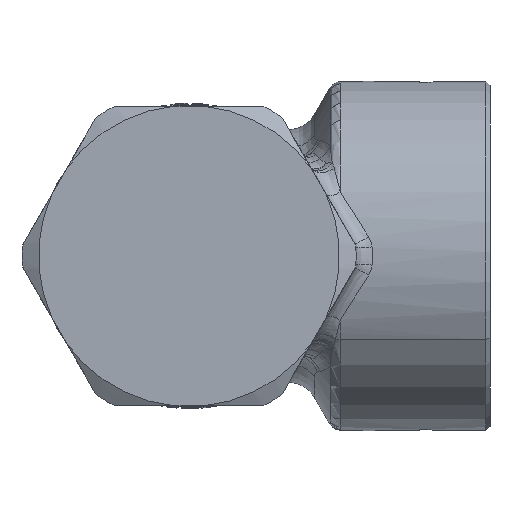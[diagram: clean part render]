
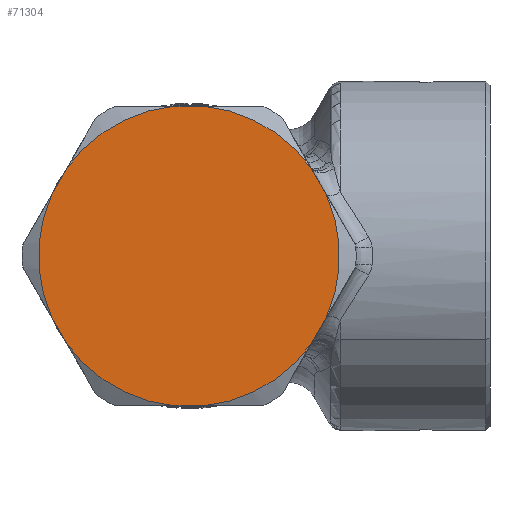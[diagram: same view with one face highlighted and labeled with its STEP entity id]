
A CAD part, front view. The second image highlights one B-rep face of the part: STEP entity #71304.
In plain terms, the highlighted planar face has unit normal (0, -1, 0).
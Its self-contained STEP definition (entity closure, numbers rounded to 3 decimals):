
#59460=CARTESIAN_POINT('Vertex',(2.497,-44.,-24.875)) ;
#59463=CARTESIAN_POINT('Line Origine',(0.,-44.,-24.875)) ;
#59467=CARTESIAN_POINT('Vertex',(-2.497,-44.,-24.875)) ;
#59509=CARTESIAN_POINT('Vertex',(-20.294,-44.,-14.6)) ;
#59512=CARTESIAN_POINT('Line Origine',(-21.542,-44.,-12.438)) ;
#59516=CARTESIAN_POINT('Vertex',(-22.791,-44.,-10.275)) ;
#59573=CARTESIAN_POINT('Vertex',(-22.791,-44.,10.275)) ;
#59576=CARTESIAN_POINT('Line Origine',(-21.542,-44.,12.438)) ;
#59580=CARTESIAN_POINT('Vertex',(-20.294,-44.,14.6)) ;
#59638=CARTESIAN_POINT('Axis2P3D Location',(0.,-44.,0.)) ;
#59642=CARTESIAN_POINT('Vertex',(-2.497,-44.,24.875)) ;
#59661=CARTESIAN_POINT('Axis2P3D Location',(0.,-44.,0.)) ;
#59675=CARTESIAN_POINT('Axis2P3D Location',(0.,-44.,0.)) ;
#59745=CARTESIAN_POINT('Line Origine',(0.,-44.,24.875)) ;
#59749=CARTESIAN_POINT('Vertex',(2.497,-44.,24.875)) ;
#60637=CARTESIAN_POINT('Axis2P3D Location',(0.,-44.,0.)) ;
#60641=CARTESIAN_POINT('Vertex',(20.294,-44.,-14.6)) ;
#71211=CARTESIAN_POINT('Axis2P3D Location',(0.,-44.,0.)) ;
#71215=CARTESIAN_POINT('Vertex',(22.791,-44.,10.275)) ;
#71217=CARTESIAN_POINT('Vertex',(22.791,-44.,-10.275)) ;
#71268=CARTESIAN_POINT('Axis2P3D Location',(-21.5,-44.,0.)) ;
#71273=CARTESIAN_POINT('Line Origine',(21.542,-44.,12.438)) ;
#71277=CARTESIAN_POINT('Vertex',(20.294,-44.,14.6)) ;
#71280=CARTESIAN_POINT('Axis2P3D Location',(0.,-44.,0.)) ;
#71285=CARTESIAN_POINT('Line Origine',(21.542,-44.,-12.438)) ;
#59465=VECTOR('Line Direction',#59464,1.) ;
#59514=VECTOR('Line Direction',#59513,1.) ;
#59578=VECTOR('Line Direction',#59577,1.) ;
#59747=VECTOR('Line Direction',#59746,1.) ;
#71275=VECTOR('Line Direction',#71274,1.) ;
#71287=VECTOR('Line Direction',#71286,1.) ;
#59464=DIRECTION('Vector Direction',(-1.,0.,0.)) ;
#59513=DIRECTION('Vector Direction',(0.5,0.,-0.866)) ;
#59577=DIRECTION('Vector Direction',(0.5,0.,0.866)) ;
#59639=DIRECTION('Axis2P3D Direction',(0.,1.,0.)) ;
#59662=DIRECTION('Axis2P3D Direction',(0.,1.,0.)) ;
#59676=DIRECTION('Axis2P3D Direction',(0.,1.,0.)) ;
#59746=DIRECTION('Vector Direction',(1.,0.,0.)) ;
#60638=DIRECTION('Axis2P3D Direction',(0.,1.,0.)) ;
#71212=DIRECTION('Axis2P3D Direction',(0.,1.,0.)) ;
#71269=DIRECTION('Axis2P3D Direction',(-0.,1.,0.)) ;
#71270=DIRECTION('Axis2P3D XDirection',(1.,0.,0.)) ;
#71274=DIRECTION('Vector Direction',(-0.5,0.,0.866)) ;
#71281=DIRECTION('Axis2P3D Direction',(-0.,1.,0.)) ;
#71286=DIRECTION('Vector Direction',(-0.5,0.,-0.866)) ;
#59640=AXIS2_PLACEMENT_3D('Circle Axis2P3D',#59638,#59639,$) ;
#59663=AXIS2_PLACEMENT_3D('Circle Axis2P3D',#59661,#59662,$) ;
#59677=AXIS2_PLACEMENT_3D('Circle Axis2P3D',#59675,#59676,$) ;
#60639=AXIS2_PLACEMENT_3D('Circle Axis2P3D',#60637,#60638,$) ;
#71213=AXIS2_PLACEMENT_3D('Circle Axis2P3D',#71211,#71212,$) ;
#71271=AXIS2_PLACEMENT_3D('Plane Axis2P3D',#71268,#71269,#71270) ;
#71282=AXIS2_PLACEMENT_3D('Circle Axis2P3D',#71280,#71281,$) ;
#59466=LINE('Line',#59463,#59465) ;
#59515=LINE('Line',#59512,#59514) ;
#59579=LINE('Line',#59576,#59578) ;
#59748=LINE('Line',#59745,#59747) ;
#71276=LINE('Line',#71273,#71275) ;
#71288=LINE('Line',#71285,#71287) ;
#59641=CIRCLE('generated circle',#59640,25.) ;
#59664=CIRCLE('generated circle',#59663,25.) ;
#59678=CIRCLE('generated circle',#59677,25.) ;
#60640=CIRCLE('generated circle',#60639,25.) ;
#71214=CIRCLE('generated circle',#71213,25.) ;
#71283=CIRCLE('generated circle',#71282,25.) ;
#71272=PLANE('',#71271) ;
#59469=EDGE_CURVE('',#59461,#59468,#59466,.T.) ;
#59518=EDGE_CURVE('',#59517,#59510,#59515,.T.) ;
#59582=EDGE_CURVE('',#59574,#59581,#59579,.T.) ;
#59644=EDGE_CURVE('',#59581,#59643,#59641,.T.) ;
#59665=EDGE_CURVE('',#59468,#59510,#59664,.T.) ;
#59679=EDGE_CURVE('',#59517,#59574,#59678,.T.) ;
#59751=EDGE_CURVE('',#59643,#59750,#59748,.T.) ;
#60643=EDGE_CURVE('',#60642,#59461,#60640,.T.) ;
#71219=EDGE_CURVE('',#71216,#71218,#71214,.T.) ;
#71279=EDGE_CURVE('',#71216,#71278,#71276,.T.) ;
#71284=EDGE_CURVE('',#59750,#71278,#71283,.T.) ;
#71289=EDGE_CURVE('',#71218,#60642,#71288,.T.) ;
#71291=ORIENTED_EDGE('',*,*,#71219,.F.) ;
#71292=ORIENTED_EDGE('',*,*,#71279,.T.) ;
#71293=ORIENTED_EDGE('',*,*,#71284,.F.) ;
#71294=ORIENTED_EDGE('',*,*,#59751,.F.) ;
#71295=ORIENTED_EDGE('',*,*,#59644,.F.) ;
#71296=ORIENTED_EDGE('',*,*,#59582,.F.) ;
#71297=ORIENTED_EDGE('',*,*,#59679,.F.) ;
#71298=ORIENTED_EDGE('',*,*,#59518,.T.) ;
#71299=ORIENTED_EDGE('',*,*,#59665,.F.) ;
#71300=ORIENTED_EDGE('',*,*,#59469,.F.) ;
#71301=ORIENTED_EDGE('',*,*,#60643,.F.) ;
#71302=ORIENTED_EDGE('',*,*,#71289,.F.) ;
#71290=EDGE_LOOP('',(#71291,#71292,#71293,#71294,#71295,#71296,#71297,#71298,#71299,#71300,#71301,#71302)) ;
#59461=VERTEX_POINT('',#59460) ;
#59468=VERTEX_POINT('',#59467) ;
#59510=VERTEX_POINT('',#59509) ;
#59517=VERTEX_POINT('',#59516) ;
#59574=VERTEX_POINT('',#59573) ;
#59581=VERTEX_POINT('',#59580) ;
#59643=VERTEX_POINT('',#59642) ;
#59750=VERTEX_POINT('',#59749) ;
#60642=VERTEX_POINT('',#60641) ;
#71216=VERTEX_POINT('',#71215) ;
#71218=VERTEX_POINT('',#71217) ;
#71278=VERTEX_POINT('',#71277) ;
#71304=ADVANCED_FACE('PartBody',(#71303),#71272,.F.) ;
#71303=FACE_OUTER_BOUND('',#71290,.T.) ;
